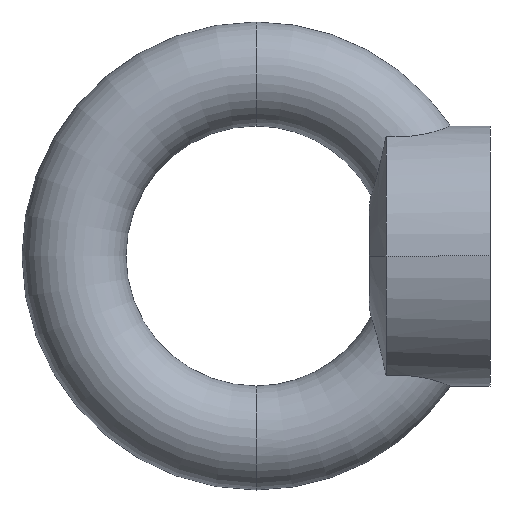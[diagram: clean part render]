
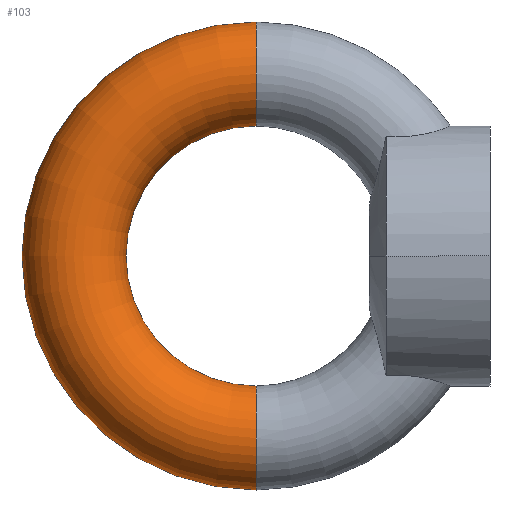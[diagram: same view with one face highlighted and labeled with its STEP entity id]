
A CAD part, left-side view. The second image highlights one B-rep face of the part: STEP entity #103.
In plain terms, the highlighted toroidal (fillet/blend) face has major radius 17.5 mm and minor radius 5 mm.
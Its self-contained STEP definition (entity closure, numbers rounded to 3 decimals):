
#103=ADVANCED_FACE('',(#143),#144,.T.);
#143=FACE_OUTER_BOUND('',#197,.T.);
#144=TOROIDAL_SURFACE('',#198,17.5,5.0);
#197=EDGE_LOOP('',(#294,#295,#296,#297));
#198=AXIS2_PLACEMENT_3D('',#298,#299,#300);
#294=ORIENTED_EDGE('',*,*,#421,.T.);
#295=ORIENTED_EDGE('',*,*,#440,.F.);
#296=ORIENTED_EDGE('',*,*,#422,.T.);
#297=ORIENTED_EDGE('',*,*,#441,.F.);
#298=CARTESIAN_POINT('',(0.0,22.5,0.0));
#299=DIRECTION('',(-1.0,0.0,0.0));
#300=DIRECTION('',(0.0,0.0,1.0));
#421=EDGE_CURVE('',#483,#472,#492,.T.);
#422=EDGE_CURVE('',#475,#489,#493,.T.);
#440=EDGE_CURVE('',#475,#472,#521,.T.);
#441=EDGE_CURVE('',#483,#489,#522,.T.);
#472=VERTEX_POINT('',#546);
#475=VERTEX_POINT('',#549);
#483=VERTEX_POINT('',#595);
#489=VERTEX_POINT('',#639);
#492=CIRCLE('',#642,22.5);
#493=CIRCLE('',#643,12.5);
#521=CIRCLE('',#715,5.0);
#522=CIRCLE('',#716,5.0);
#546=CARTESIAN_POINT('',(0.,22.5,-22.5));
#549=CARTESIAN_POINT('',(0.,22.5,-12.5));
#595=CARTESIAN_POINT('',(0.,22.5,22.5));
#639=CARTESIAN_POINT('',(0.,22.5,12.5));
#642=AXIS2_PLACEMENT_3D('',#800,#801,#802);
#643=AXIS2_PLACEMENT_3D('',#803,#804,#805);
#715=AXIS2_PLACEMENT_3D('',#839,#840,#841);
#716=AXIS2_PLACEMENT_3D('',#842,#843,#844);
#800=CARTESIAN_POINT('',(0.,22.5,0.0));
#801=DIRECTION('',(-1.0,0.0,0.0));
#802=DIRECTION('',(0.0,-0.0,1.0));
#803=CARTESIAN_POINT('',(0.,22.5,0.0));
#804=DIRECTION('',(1.0,0.0,-0.0));
#805=DIRECTION('',(0.0,0.0,1.0));
#839=CARTESIAN_POINT('',(0.0,22.5,-17.5));
#840=DIRECTION('',(0.0,-1.0,0.));
#841=DIRECTION('',(0.0,0.,-1.0));
#842=CARTESIAN_POINT('',(0.0,22.5,17.5));
#843=DIRECTION('',(-0.0,-1.0,0.));
#844=DIRECTION('',(0.0,0.,1.0));
